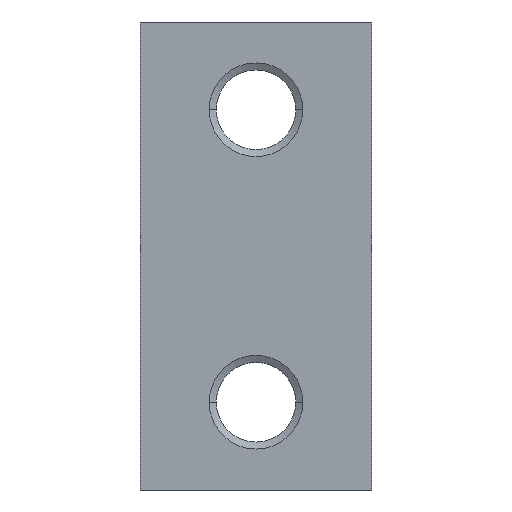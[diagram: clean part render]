
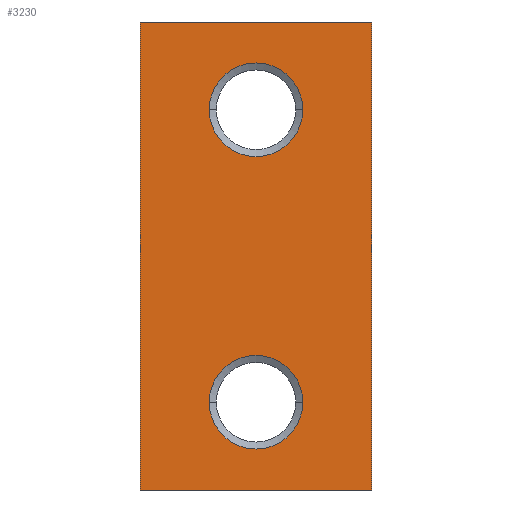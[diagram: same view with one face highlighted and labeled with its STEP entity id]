
A CAD part, front view. The second image highlights one B-rep face of the part: STEP entity #3230.
In plain terms, the highlighted face is planar.
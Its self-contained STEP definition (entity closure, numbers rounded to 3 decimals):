
#280=CARTESIAN_POINT('',(-7.,-9.9,30.));
#290=VERTEX_POINT('',#280);
#320=CARTESIAN_POINT('',(-7.,10.,30.));
#330=DIRECTION('',(0.,1.,0.));
#340=VECTOR('',#330,1.);
#350=LINE('',#320,#340);
#360=CARTESIAN_POINT('',(-7.,9.9,30.));
#370=VERTEX_POINT('',#360);
#380=EDGE_CURVE('',#290,#370,#350,.T.);
#920=CARTESIAN_POINT('',(-7.,9.9,-10.));
#930=VERTEX_POINT('',#920);
#960=CARTESIAN_POINT('',(-7.,10.,-10.));
#970=DIRECTION('',(0.,-1.,0.));
#980=VECTOR('',#970,1.);
#990=LINE('',#960,#980);
#1000=CARTESIAN_POINT('',(-7.,-9.9,-10.));
#1010=VERTEX_POINT('',#1000);
#1020=EDGE_CURVE('',#930,#1010,#990,.T.);
#2650=CARTESIAN_POINT('',(-7.,9.9,-10.));
#2660=DIRECTION('',(0.,0.,1.));
#2670=VECTOR('',#2660,1.);
#2680=LINE('',#2650,#2670);
#2690=EDGE_CURVE('',#930,#370,#2680,.T.);
#2770=CARTESIAN_POINT('',(-7.,-10.,-10.));
#2780=DIRECTION('',(-1.,0.,0.));
#2790=DIRECTION('',(0.,1.,0.));
#2800=AXIS2_PLACEMENT_3D('',#2770,#2780,#2790);
#2810=PLANE('',#2800);
#2820=CARTESIAN_POINT('',(-7.,0.,22.5));
#2830=DIRECTION('',(1.,0.,0.));
#2840=DIRECTION('',(0.,-1.,0.));
#2850=AXIS2_PLACEMENT_3D('',#2820,#2830,#2840);
#2860=CIRCLE('',#2850,4.);
#2870=CARTESIAN_POINT('',(-7.,-4.,22.5));
#2880=VERTEX_POINT('',#2870);
#2890=CARTESIAN_POINT('',(-7.,4.,22.5));
#2900=VERTEX_POINT('',#2890);
#2910=EDGE_CURVE('',#2880,#2900,#2860,.T.);
#2920=ORIENTED_EDGE('',*,*,#2910,.T.);
#2930=EDGE_CURVE('',#2900,#2880,#2860,.T.);
#2940=ORIENTED_EDGE('',*,*,#2930,.T.);
#2950=EDGE_LOOP('',(#2940,#2920));
#2960=FACE_BOUND('',#2950,.T.);
#2970=CARTESIAN_POINT('',(-7.,0.,-2.5));
#2980=DIRECTION('',(1.,0.,0.));
#2990=DIRECTION('',(0.,-1.,0.));
#3000=AXIS2_PLACEMENT_3D('',#2970,#2980,#2990);
#3010=CIRCLE('',#3000,4.);
#3020=CARTESIAN_POINT('',(-7.,-4.,-2.5));
#3030=VERTEX_POINT('',#3020);
#3040=CARTESIAN_POINT('',(-7.,4.,-2.5));
#3050=VERTEX_POINT('',#3040);
#3060=EDGE_CURVE('',#3030,#3050,#3010,.T.);
#3070=ORIENTED_EDGE('',*,*,#3060,.T.);
#3080=EDGE_CURVE('',#3050,#3030,#3010,.T.);
#3090=ORIENTED_EDGE('',*,*,#3080,.T.);
#3100=EDGE_LOOP('',(#3090,#3070));
#3110=FACE_BOUND('',#3100,.T.);
#3120=CARTESIAN_POINT('',(-7.,-9.9,-10.));
#3130=DIRECTION('',(0.,0.,1.));
#3140=VECTOR('',#3130,1.);
#3150=LINE('',#3120,#3140);
#3160=EDGE_CURVE('',#1010,#290,#3150,.T.);
#3170=ORIENTED_EDGE('',*,*,#3160,.T.);
#3180=ORIENTED_EDGE('',*,*,#1020,.T.);
#3190=ORIENTED_EDGE('',*,*,#2690,.F.);
#3200=ORIENTED_EDGE('',*,*,#380,.T.);
#3210=EDGE_LOOP('',(#3200,#3190,#3180,#3170));
#3220=FACE_OUTER_BOUND('',#3210,.T.);
#3230=ADVANCED_FACE('',(#2960,#3110,#3220),#2810,.T.);
